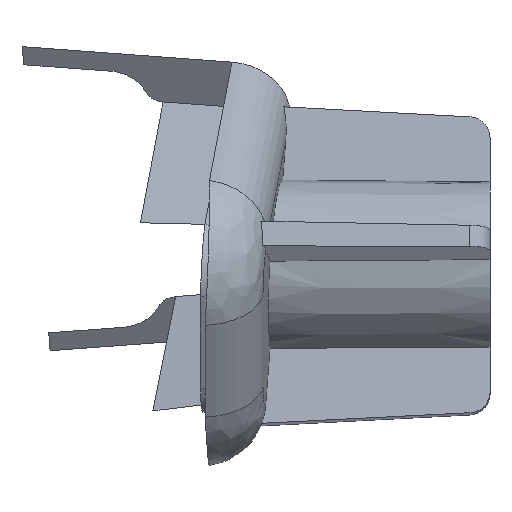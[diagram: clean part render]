
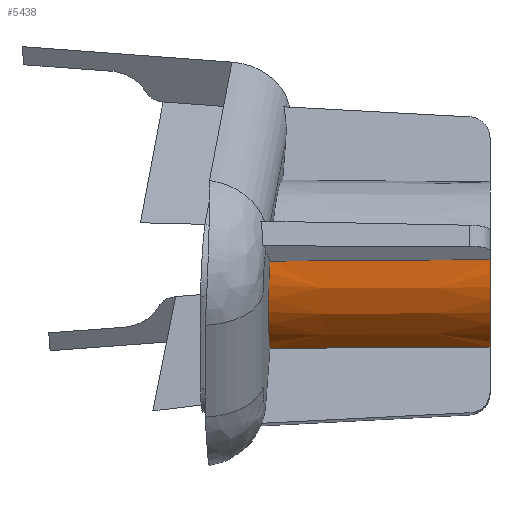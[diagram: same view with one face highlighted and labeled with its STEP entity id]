
A CAD part, left-side view. The second image highlights one B-rep face of the part: STEP entity #5438.
In plain terms, the highlighted conical face has half-angle 0.5 degrees and reference radius 4 mm.
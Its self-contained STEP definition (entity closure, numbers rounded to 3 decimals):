
#5438 = ADVANCED_FACE('',(#5439),#5454,.T.);
#5439 = FACE_BOUND('',#5440,.T.);
#5440 = EDGE_LOOP('',(#5441,#5464,#5483,#5500));
#5441 = ORIENTED_EDGE('',*,*,#5442,.F.);
#5442 = EDGE_CURVE('',#5443,#5445,#5447,.T.);
#5443 = VERTEX_POINT('',#5444);
#5444 = CARTESIAN_POINT('',(1835.619,-726.357,
    1158.34));
#5445 = VERTEX_POINT('',#5446);
#5446 = CARTESIAN_POINT('',(1832.956,-726.355,
    1162.44));
#5447 = SURFACE_CURVE('',#5448,(#5453),.PCURVE_S1.);
#5448 = ELLIPSE('',#5449,4.11,4.087);
#5449 = AXIS2_PLACEMENT_3D('',#5450,#5451,#5452);
#5450 = CARTESIAN_POINT('',(1837.035,-726.7,
    1162.174));
#5451 = DIRECTION('',(0.088,0.995,
    0.057));
#5452 = DIRECTION('',(-0.837,0.105,-0.538));
#5453 = PCURVE('',#5454,#5459);
#5454 = CONICAL_SURFACE('',#5455,4.,0.009);
#5455 = AXIS2_PLACEMENT_3D('',#5456,#5457,#5458);
#5456 = CARTESIAN_POINT('',(1837.038,-736.7,1162.176
    ));
#5457 = DIRECTION('',(0.,1.,0.));
#5458 = DIRECTION('',(-0.208,0.,-0.978));
#5459 = DEFINITIONAL_REPRESENTATION('',(#5460),#5463);
#5460 = B_SPLINE_CURVE_WITH_KNOTS('',1,(#5461,#5462),.UNSPECIFIED.,.F.,
  .F.,(2,2),(5.637,6.92),.PIECEWISE_BEZIER_KNOTS.);
#5461 = CARTESIAN_POINT('',(0.145,10.343));
#5462 = CARTESIAN_POINT('',(1.426,10.345));
#5463 = ( GEOMETRIC_REPRESENTATION_CONTEXT(2) 
PARAMETRIC_REPRESENTATION_CONTEXT() REPRESENTATION_CONTEXT('2D SPACE',''
  ) );
#5464 = ORIENTED_EDGE('',*,*,#5465,.F.);
#5465 = EDGE_CURVE('',#5466,#5443,#5468,.T.);
#5466 = VERTEX_POINT('',#5467);
#5467 = CARTESIAN_POINT('',(1835.724,-736.7,1158.398
    ));
#5468 = SURFACE_CURVE('',#5469,(#5477),.PCURVE_S1.);
#5469 = B_SPLINE_CURVE_WITH_KNOTS('',3,(#5470,#5471,#5472,#5473,#5474,
    #5475,#5476),.UNSPECIFIED.,.F.,.F.,(4,3,4),(0.,0.767,1.),
  .UNSPECIFIED.);
#5470 = CARTESIAN_POINT('',(1835.724,-736.7,1158.398
    ));
#5471 = CARTESIAN_POINT('',(1835.697,-734.057,
    1158.383));
#5472 = CARTESIAN_POINT('',(1835.67,-731.413,
    1158.368));
#5473 = CARTESIAN_POINT('',(1835.643,-728.77,
    1158.353));
#5474 = CARTESIAN_POINT('',(1835.635,-727.965,
    1158.349));
#5475 = CARTESIAN_POINT('',(1835.627,-727.161,
    1158.344));
#5476 = CARTESIAN_POINT('',(1835.619,-726.357,
    1158.34));
#5477 = PCURVE('',#5454,#5478);
#5478 = DEFINITIONAL_REPRESENTATION('',(#5479),#5482);
#5479 = B_SPLINE_CURVE_WITH_KNOTS('',1,(#5480,#5481),.UNSPECIFIED.,.F.,
  .F.,(2,2),(0.,1.),.PIECEWISE_BEZIER_KNOTS.);
#5480 = CARTESIAN_POINT('',(0.125,0.));
#5481 = CARTESIAN_POINT('',(0.145,10.343));
#5482 = ( GEOMETRIC_REPRESENTATION_CONTEXT(2) 
PARAMETRIC_REPRESENTATION_CONTEXT() REPRESENTATION_CONTEXT('2D SPACE',''
  ) );
#5483 = ORIENTED_EDGE('',*,*,#5484,.T.);
#5484 = EDGE_CURVE('',#5466,#5485,#5487,.T.);
#5485 = VERTEX_POINT('',#5486);
#5486 = CARTESIAN_POINT('',(1833.052,-736.7,1162.512
    ));
#5487 = SURFACE_CURVE('',#5488,(#5493),.PCURVE_S1.);
#5488 = CIRCLE('',#5489,4.);
#5489 = AXIS2_PLACEMENT_3D('',#5490,#5491,#5492);
#5490 = CARTESIAN_POINT('',(1837.038,-736.7,1162.176
    ));
#5491 = DIRECTION('',(0.,1.,0.));
#5492 = DIRECTION('',(-0.208,0.,-0.978));
#5493 = PCURVE('',#5454,#5494);
#5494 = DEFINITIONAL_REPRESENTATION('',(#5495),#5499);
#5495 = LINE('',#5496,#5497);
#5496 = CARTESIAN_POINT('',(0.,0.));
#5497 = VECTOR('',#5498,1.);
#5498 = DIRECTION('',(1.,0.));
#5499 = ( GEOMETRIC_REPRESENTATION_CONTEXT(2) 
PARAMETRIC_REPRESENTATION_CONTEXT() REPRESENTATION_CONTEXT('2D SPACE',''
  ) );
#5500 = ORIENTED_EDGE('',*,*,#5501,.F.);
#5501 = EDGE_CURVE('',#5445,#5485,#5502,.T.);
#5502 = SURFACE_CURVE('',#5503,(#5508),.PCURVE_S1.);
#5503 = B_SPLINE_CURVE_WITH_KNOTS('',3,(#5504,#5505,#5506,#5507),
  .UNSPECIFIED.,.F.,.F.,(4,4),(0.,1.),.PIECEWISE_BEZIER_KNOTS.);
#5504 = CARTESIAN_POINT('',(1832.956,-726.355,
    1162.44));
#5505 = CARTESIAN_POINT('',(1832.988,-729.803,
    1162.464));
#5506 = CARTESIAN_POINT('',(1833.02,-733.252,
    1162.488));
#5507 = CARTESIAN_POINT('',(1833.052,-736.7,1162.512
    ));
#5508 = PCURVE('',#5454,#5509);
#5509 = DEFINITIONAL_REPRESENTATION('',(#5510),#5513);
#5510 = B_SPLINE_CURVE_WITH_KNOTS('',1,(#5511,#5512),.UNSPECIFIED.,.F.,
  .F.,(2,2),(0.,1.),.PIECEWISE_BEZIER_KNOTS.);
#5511 = CARTESIAN_POINT('',(1.426,10.345));
#5512 = CARTESIAN_POINT('',(1.445,0.));
#5513 = ( GEOMETRIC_REPRESENTATION_CONTEXT(2) 
PARAMETRIC_REPRESENTATION_CONTEXT() REPRESENTATION_CONTEXT('2D SPACE',''
  ) );
